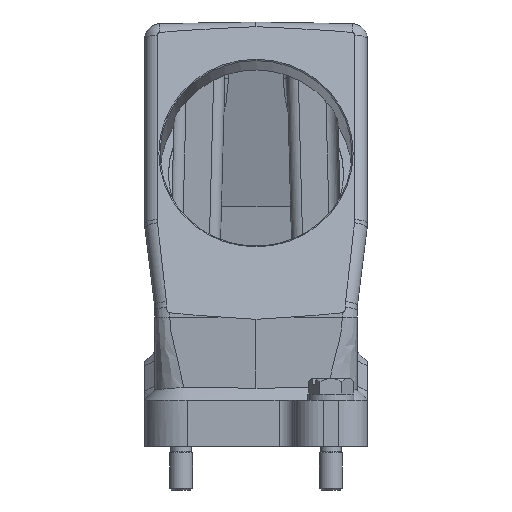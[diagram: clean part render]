
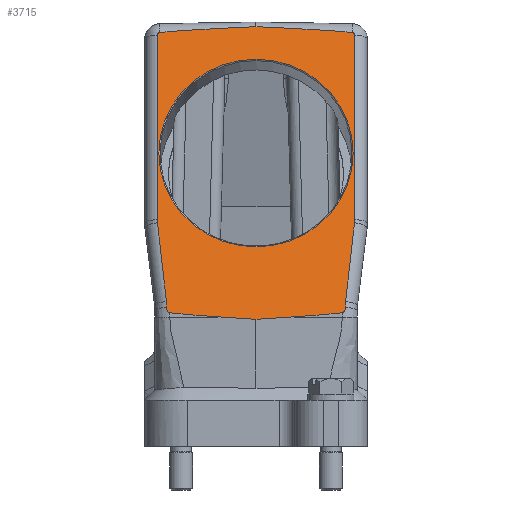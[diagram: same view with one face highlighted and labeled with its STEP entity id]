
A CAD part, left-side view. The second image highlights one B-rep face of the part: STEP entity #3715.
In plain terms, the highlighted planar face has unit normal (-0.966, 0, 0.259).
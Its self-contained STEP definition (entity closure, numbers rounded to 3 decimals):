
#49=B_SPLINE_CURVE_WITH_KNOTS('',3,(#14947,#14948,#14949,#14950,#14951,
#14952),.UNSPECIFIED.,.F.,.F.,(4,2,4),(0.,0.5,1.),.UNSPECIFIED.);
#50=B_SPLINE_CURVE_WITH_KNOTS('',3,(#14958,#14959,#14960,#14961),
 .UNSPECIFIED.,.F.,.F.,(4,4),(0.,1.),.UNSPECIFIED.);
#51=B_SPLINE_CURVE_WITH_KNOTS('',3,(#14975,#14976,#14977,#14978),
 .UNSPECIFIED.,.F.,.F.,(4,4),(0.,1.),.UNSPECIFIED.);
#52=B_SPLINE_CURVE_WITH_KNOTS('',3,(#14984,#14985,#14986,#14987,#14988,
#14989,#14990,#14991,#14992,#14993,#14994,#14995,#14996,#14997,#14998,#14999),
 .UNSPECIFIED.,.F.,.F.,(4,3,3,3,3,4),(0.,0.125,0.249,
0.456,0.777,1.),.UNSPECIFIED.);
#161=ELLIPSE('',#11649,572.988,10.);
#162=ELLIPSE('',#11650,1921.862,4.);
#163=ELLIPSE('',#11652,229.215,4.);
#164=ELLIPSE('',#11653,229.215,4.);
#165=ELLIPSE('',#11655,1921.862,4.);
#166=ELLIPSE('',#11656,572.988,10.);
#3427=FACE_BOUND('',#4836,.T.);
#3428=FACE_BOUND('',#4837,.T.);
#3715=ADVANCED_FACE('',(#3427,#3428),#4170,.T.);
#4170=PLANE('',#11658);
#4836=EDGE_LOOP('',(#6821,#6822,#6823,#6824,#6825,#6826,#6827,#6828,#6829,
#6830,#6831,#6832,#6833,#6834,#6835,#6836,#6837,#6838));
#4837=EDGE_LOOP('',(#6839));
#5389=LINE('',#14940,#6020);
#5390=LINE('',#14943,#6021);
#5391=LINE('',#14954,#6022);
#5392=LINE('',#14963,#6023);
#5393=LINE('',#14973,#6024);
#5394=LINE('',#14982,#6025);
#6020=VECTOR('',#12573,1.);
#6021=VECTOR('',#12574,1.);
#6022=VECTOR('',#12577,1.);
#6023=VECTOR('',#12580,1.);
#6024=VECTOR('',#12589,1.);
#6025=VECTOR('',#12592,1.);
#6821=ORIENTED_EDGE('',*,*,#9812,.T.);
#6822=ORIENTED_EDGE('',*,*,#9813,.T.);
#6823=ORIENTED_EDGE('',*,*,#9814,.F.);
#6824=ORIENTED_EDGE('',*,*,#9815,.F.);
#6825=ORIENTED_EDGE('',*,*,#9816,.F.);
#6826=ORIENTED_EDGE('',*,*,#9817,.F.);
#6827=ORIENTED_EDGE('',*,*,#9818,.F.);
#6828=ORIENTED_EDGE('',*,*,#9819,.T.);
#6829=ORIENTED_EDGE('',*,*,#9820,.F.);
#6830=ORIENTED_EDGE('',*,*,#9821,.F.);
#6831=ORIENTED_EDGE('',*,*,#9822,.F.);
#6832=ORIENTED_EDGE('',*,*,#9823,.F.);
#6833=ORIENTED_EDGE('',*,*,#9824,.T.);
#6834=ORIENTED_EDGE('',*,*,#9825,.F.);
#6835=ORIENTED_EDGE('',*,*,#9826,.F.);
#6836=ORIENTED_EDGE('',*,*,#9827,.F.);
#6837=ORIENTED_EDGE('',*,*,#9828,.F.);
#6838=ORIENTED_EDGE('',*,*,#9829,.F.);
#6839=ORIENTED_EDGE('',*,*,#9830,.T.);
#9009=VERTEX_POINT('',#14941);
#9010=VERTEX_POINT('',#14942);
#9011=VERTEX_POINT('',#14944);
#9012=VERTEX_POINT('',#14946);
#9013=VERTEX_POINT('',#14953);
#9014=VERTEX_POINT('',#14955);
#9015=VERTEX_POINT('',#14957);
#9016=VERTEX_POINT('',#14962);
#9017=VERTEX_POINT('',#14964);
#9018=VERTEX_POINT('',#14966);
#9019=VERTEX_POINT('',#14968);
#9020=VERTEX_POINT('',#14970);
#9021=VERTEX_POINT('',#14972);
#9022=VERTEX_POINT('',#14974);
#9023=VERTEX_POINT('',#14979);
#9024=VERTEX_POINT('',#14981);
#9025=VERTEX_POINT('',#14983);
#9026=VERTEX_POINT('',#15000);
#9027=VERTEX_POINT('',#15003);
#9812=EDGE_CURVE('',#9009,#9010,#5389,.T.);
#9813=EDGE_CURVE('',#9010,#9011,#5390,.T.);
#9814=EDGE_CURVE('',#9012,#9011,#161,.T.);
#9815=EDGE_CURVE('',#9013,#9012,#49,.T.);
#9816=EDGE_CURVE('',#9014,#9013,#5391,.T.);
#9817=EDGE_CURVE('',#9015,#9014,#162,.T.);
#9818=EDGE_CURVE('',#9016,#9015,#50,.T.);
#9819=EDGE_CURVE('',#9016,#9017,#5392,.T.);
#9820=EDGE_CURVE('',#9018,#9017,#10872,.T.);
#9821=EDGE_CURVE('',#9019,#9018,#163,.T.);
#9822=EDGE_CURVE('',#9020,#9019,#164,.T.);
#9823=EDGE_CURVE('',#9021,#9020,#10873,.T.);
#9824=EDGE_CURVE('',#9021,#9022,#5393,.T.);
#9825=EDGE_CURVE('',#9023,#9022,#51,.T.);
#9826=EDGE_CURVE('',#9024,#9023,#165,.T.);
#9827=EDGE_CURVE('',#9025,#9024,#5394,.T.);
#9828=EDGE_CURVE('',#9026,#9025,#52,.T.);
#9829=EDGE_CURVE('',#9009,#9026,#166,.T.);
#9830=EDGE_CURVE('',#9027,#9027,#10874,.T.);
#10872=CIRCLE('',#11651,0.707);
#10873=CIRCLE('',#11654,0.707);
#10874=CIRCLE('',#11657,25.3);
#11649=AXIS2_PLACEMENT_3D('',#14945,#12575,#12576);
#11650=AXIS2_PLACEMENT_3D('',#14956,#12578,#12579);
#11651=AXIS2_PLACEMENT_3D('',#14965,#12581,#12582);
#11652=AXIS2_PLACEMENT_3D('',#14967,#12583,#12584);
#11653=AXIS2_PLACEMENT_3D('',#14969,#12585,#12586);
#11654=AXIS2_PLACEMENT_3D('',#14971,#12587,#12588);
#11655=AXIS2_PLACEMENT_3D('',#14980,#12590,#12591);
#11656=AXIS2_PLACEMENT_3D('',#15001,#12593,#12594);
#11657=AXIS2_PLACEMENT_3D('',#15002,#12595,#12596);
#11658=AXIS2_PLACEMENT_3D('',#15004,#12597,#12598);
#12573=DIRECTION('',(-0.017,-0.998,-0.065));
#12574=DIRECTION('',(0.017,-0.998,0.065));
#12575=DIRECTION('',(0.966,0.,-0.259));
#12576=DIRECTION('',(-0.001,1.,-0.002));
#12577=DIRECTION('',(-0.259,0.,-0.966));
#12578=DIRECTION('',(0.966,0.,-0.259));
#12579=DIRECTION('',(-0.257,0.119,-0.959));
#12580=DIRECTION('',(0.259,0.,0.966));
#12581=DIRECTION('',(0.966,0.,-0.259));
#12582=DIRECTION('',(0.259,0.,0.966));
#12583=DIRECTION('',(0.966,0.,-0.259));
#12584=DIRECTION('',(0.003,1.,0.013));
#12585=DIRECTION('',(0.966,0.,-0.259));
#12586=DIRECTION('',(-0.003,1.,-0.013));
#12587=DIRECTION('',(0.966,0.,-0.259));
#12588=DIRECTION('',(0.259,0.,0.966));
#12589=DIRECTION('',(-0.259,0.,-0.966));
#12590=DIRECTION('',(0.966,0.,-0.259));
#12591=DIRECTION('',(0.257,0.119,0.959));
#12592=DIRECTION('',(0.259,0.,0.966));
#12593=DIRECTION('',(0.966,0.,-0.259));
#12594=DIRECTION('',(0.001,1.,0.002));
#12595=DIRECTION('',(0.966,0.,-0.259));
#12596=DIRECTION('',(-0.259,0.,-0.966));
#12597=DIRECTION('',(-0.966,0.,0.259));
#12598=DIRECTION('',(0.259,0.,0.966));
#14940=CARTESIAN_POINT('',(-61.498,0.125,15.026));
#14941=CARTESIAN_POINT('',(-61.341,9.127,15.613));
#14942=CARTESIAN_POINT('',(-61.5,0.,15.018));
#14943=CARTESIAN_POINT('',(-61.498,-0.125,15.026));
#14944=CARTESIAN_POINT('',(-61.341,-9.127,15.613));
#14945=CARTESIAN_POINT('',(-61.,544.342,16.884));
#14946=CARTESIAN_POINT('',(-61.042,-22.47,16.728));
#14947=CARTESIAN_POINT('',(-60.663,-23.325,18.142));
#14948=CARTESIAN_POINT('',(-60.742,-23.325,17.846));
#14949=CARTESIAN_POINT('',(-60.822,-23.268,17.549));
#14950=CARTESIAN_POINT('',(-60.964,-23.008,17.02));
#14951=CARTESIAN_POINT('',(-61.032,-22.778,16.763));
#14952=CARTESIAN_POINT('',(-61.042,-22.47,16.728));
#14953=CARTESIAN_POINT('',(-60.663,-23.325,18.142));
#14954=CARTESIAN_POINT('',(-57.02,-23.325,31.736));
#14955=CARTESIAN_POINT('',(-60.257,-23.325,19.656));
#14956=CARTESIAN_POINT('',(-540.725,200.55,-1773.475));
#14957=CARTESIAN_POINT('',(-54.76,-25.662,40.174));
#14958=CARTESIAN_POINT('',(-54.541,-25.707,40.989));
#14959=CARTESIAN_POINT('',(-54.614,-25.707,40.717));
#14960=CARTESIAN_POINT('',(-54.687,-25.692,40.444));
#14961=CARTESIAN_POINT('',(-54.76,-25.662,40.174));
#14962=CARTESIAN_POINT('',(-54.541,-25.707,40.989));
#14963=CARTESIAN_POINT('',(-61.135,-25.707,16.381));
#14964=CARTESIAN_POINT('',(-41.668,-25.707,89.032));
#14965=CARTESIAN_POINT('',(-41.668,-25.,89.032));
#14966=CARTESIAN_POINT('',(-41.486,-25.078,89.711));
#14967=CARTESIAN_POINT('',(-40.886,200.55,91.95));
#14968=CARTESIAN_POINT('',(-41.08,0.,91.227));
#14969=CARTESIAN_POINT('',(-40.886,-200.55,91.95));
#14970=CARTESIAN_POINT('',(-41.486,25.078,89.711));
#14971=CARTESIAN_POINT('',(-41.668,25.,89.032));
#14972=CARTESIAN_POINT('',(-41.668,25.707,89.032));
#14973=CARTESIAN_POINT('',(-40.787,25.707,92.321));
#14974=CARTESIAN_POINT('',(-54.541,25.707,40.989));
#14975=CARTESIAN_POINT('',(-54.76,25.662,40.174));
#14976=CARTESIAN_POINT('',(-54.687,25.692,40.444));
#14977=CARTESIAN_POINT('',(-54.614,25.707,40.717));
#14978=CARTESIAN_POINT('',(-54.541,25.707,40.989));
#14979=CARTESIAN_POINT('',(-54.76,25.662,40.174));
#14980=CARTESIAN_POINT('',(-540.725,-200.55,-1773.475));
#14981=CARTESIAN_POINT('',(-60.257,23.325,19.656));
#14982=CARTESIAN_POINT('',(-50.895,23.325,54.595));
#14983=CARTESIAN_POINT('',(-60.663,23.325,18.142));
#14984=CARTESIAN_POINT('',(-61.042,22.47,16.728));
#14985=CARTESIAN_POINT('',(-61.04,22.546,16.737));
#14986=CARTESIAN_POINT('',(-61.033,22.621,16.76));
#14987=CARTESIAN_POINT('',(-61.024,22.689,16.794));
#14988=CARTESIAN_POINT('',(-61.015,22.756,16.828));
#14989=CARTESIAN_POINT('',(-61.003,22.818,16.872));
#14990=CARTESIAN_POINT('',(-60.99,22.873,16.922));
#14991=CARTESIAN_POINT('',(-60.967,22.965,17.006));
#14992=CARTESIAN_POINT('',(-60.94,23.041,17.107));
#14993=CARTESIAN_POINT('',(-60.911,23.101,17.215));
#14994=CARTESIAN_POINT('',(-60.867,23.194,17.38));
#14995=CARTESIAN_POINT('',(-60.818,23.254,17.564));
#14996=CARTESIAN_POINT('',(-60.768,23.289,17.749));
#14997=CARTESIAN_POINT('',(-60.734,23.313,17.878));
#14998=CARTESIAN_POINT('',(-60.698,23.325,18.01));
#14999=CARTESIAN_POINT('',(-60.663,23.325,18.142));
#15000=CARTESIAN_POINT('',(-61.042,22.47,16.728));
#15001=CARTESIAN_POINT('',(-61.,-544.342,16.884));
#15002=CARTESIAN_POINT('',(-49.897,0.,58.321));
#15003=CARTESIAN_POINT('',(-56.445,0.,33.883));
#15004=CARTESIAN_POINT('',(-62.845,-26.,10.));
